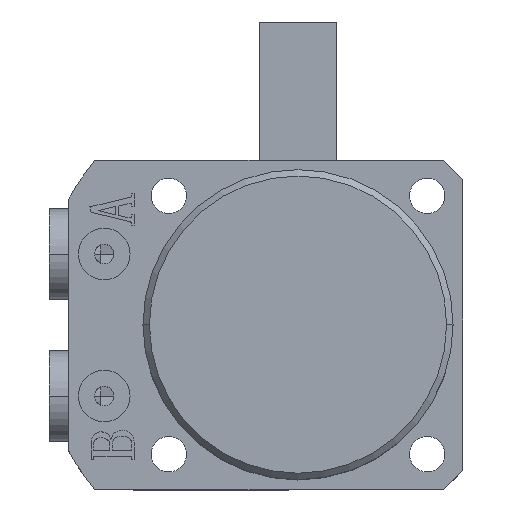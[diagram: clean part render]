
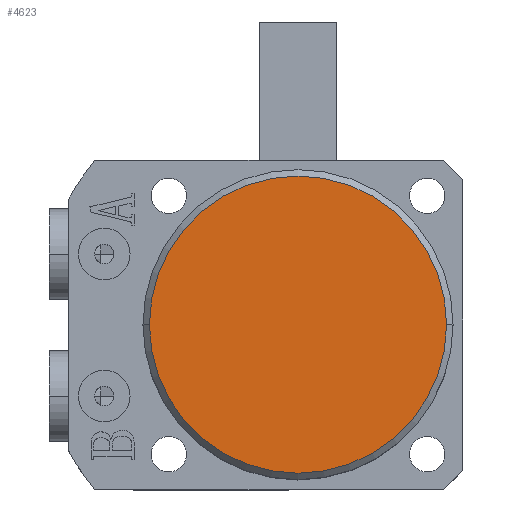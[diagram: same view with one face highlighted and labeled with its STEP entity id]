
A CAD part, top view. The second image highlights one B-rep face of the part: STEP entity #4623.
In plain terms, the highlighted planar face has unit normal (0, 0, 1).
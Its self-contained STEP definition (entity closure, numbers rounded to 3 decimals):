
#385 = VERTEX_POINT ( 'NONE', #6985 ) ;
#1285 = VERTEX_POINT ( 'NONE', #3873 ) ;
#2891 = CIRCLE ( 'NONE', #7335, 23. ) ;
#3227 = FACE_OUTER_BOUND ( 'NONE', #3388, .T. ) ;
#3388 = EDGE_LOOP ( 'NONE', ( #7576, #7612 ) ) ;
#3873 = CARTESIAN_POINT ( 'NONE',  ( 23., 0., 60. ) ) ;
#4399 = EDGE_CURVE ( 'NONE', #385, #1285, #2891, .T. ) ;
#4623 = ADVANCED_FACE ( 'NONE', ( #3227 ), #9693, .T. ) ;
#5296 = CIRCLE ( 'NONE', #6200, 23. ) ;
#6200 = AXIS2_PLACEMENT_3D ( 'NONE', #8397, #8399, #8400 ) ;
#6985 = CARTESIAN_POINT ( 'NONE',  ( -23., 0., 60. ) ) ;
#7182 = EDGE_CURVE ( 'NONE', #1285, #385, #5296, .T. ) ;
#7335 = AXIS2_PLACEMENT_3D ( 'NONE', #8701, #8702, #8704 ) ;
#7436 = AXIS2_PLACEMENT_3D ( 'NONE', #9691, #9696, #9697 ) ;
#7576 = ORIENTED_EDGE ( 'NONE', *, *, #4399, .T. ) ;
#7612 = ORIENTED_EDGE ( 'NONE', *, *, #7182, .T. ) ;
#8397 = CARTESIAN_POINT ( 'NONE',  ( 0., 0., 60. ) ) ;
#8399 = DIRECTION ( 'NONE',  ( 0., 0., 1. ) ) ;
#8400 = DIRECTION ( 'NONE',  ( 1., 0., 0. ) ) ;
#8701 = CARTESIAN_POINT ( 'NONE',  ( 0., 0., 60. ) ) ;
#8702 = DIRECTION ( 'NONE',  ( 0., 0., 1. ) ) ;
#8704 = DIRECTION ( 'NONE',  ( 1., 0., 0. ) ) ;
#9691 = CARTESIAN_POINT ( 'NONE',  ( 0., 0., 60. ) ) ;
#9693 = PLANE ( 'NONE',  #7436 ) ;
#9696 = DIRECTION ( 'NONE',  ( 0., 0., 1. ) ) ;
#9697 = DIRECTION ( 'NONE',  ( 1., 0., 0. ) ) ;
